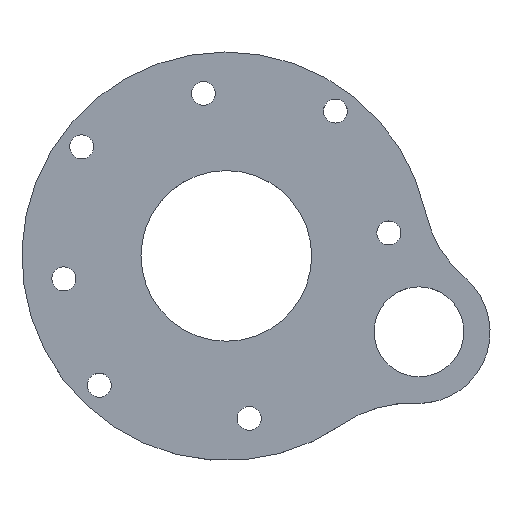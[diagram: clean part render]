
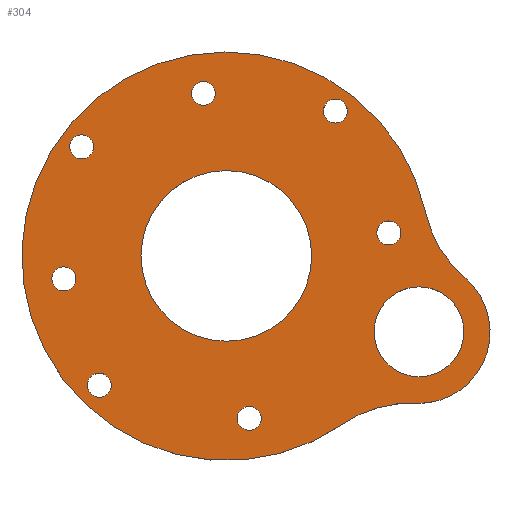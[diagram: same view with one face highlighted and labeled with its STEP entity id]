
A CAD part, top view. The second image highlights one B-rep face of the part: STEP entity #304.
In plain terms, the highlighted planar face has unit normal (0, 0, 1).
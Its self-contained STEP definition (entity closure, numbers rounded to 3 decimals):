
#15=FACE_BOUND('',#64,.T.);
#16=FACE_BOUND('',#65,.T.);
#17=FACE_BOUND('',#66,.T.);
#18=FACE_BOUND('',#67,.T.);
#19=FACE_BOUND('',#68,.T.);
#20=FACE_BOUND('',#69,.T.);
#21=FACE_BOUND('',#70,.T.);
#22=FACE_BOUND('',#71,.T.);
#23=FACE_BOUND('',#72,.T.);
#33=PLANE('',#359);
#48=FACE_OUTER_BOUND('',#63,.T.);
#63=EDGE_LOOP('',(#252,#253,#254,#255));
#64=EDGE_LOOP('',(#256));
#65=EDGE_LOOP('',(#257));
#66=EDGE_LOOP('',(#258));
#67=EDGE_LOOP('',(#259));
#68=EDGE_LOOP('',(#260));
#69=EDGE_LOOP('',(#261));
#70=EDGE_LOOP('',(#262));
#71=EDGE_LOOP('',(#263));
#72=EDGE_LOOP('',(#264));
#109=CIRCLE('',#321,1.6);
#111=CIRCLE('',#324,1.6);
#113=CIRCLE('',#327,1.6);
#115=CIRCLE('',#330,1.6);
#117=CIRCLE('',#333,1.6);
#119=CIRCLE('',#336,1.6);
#121=CIRCLE('',#339,1.6);
#123=CIRCLE('',#342,11.4);
#125=CIRCLE('',#345,6.);
#128=CIRCLE('',#349,16.);
#130=CIRCLE('',#352,9.515);
#132=CIRCLE('',#355,16.);
#134=CIRCLE('',#358,27.287);
#135=VERTEX_POINT('',#460);
#137=VERTEX_POINT('',#466);
#139=VERTEX_POINT('',#472);
#141=VERTEX_POINT('',#478);
#143=VERTEX_POINT('',#484);
#145=VERTEX_POINT('',#490);
#147=VERTEX_POINT('',#496);
#149=VERTEX_POINT('',#502);
#151=VERTEX_POINT('',#508);
#155=VERTEX_POINT('',#517);
#156=VERTEX_POINT('',#519);
#158=VERTEX_POINT('',#525);
#160=VERTEX_POINT('',#531);
#161=EDGE_CURVE('',#135,#135,#109,.T.);
#164=EDGE_CURVE('',#137,#137,#111,.T.);
#167=EDGE_CURVE('',#139,#139,#113,.T.);
#170=EDGE_CURVE('',#141,#141,#115,.T.);
#173=EDGE_CURVE('',#143,#143,#117,.T.);
#176=EDGE_CURVE('',#145,#145,#119,.T.);
#179=EDGE_CURVE('',#147,#147,#121,.T.);
#182=EDGE_CURVE('',#149,#149,#123,.T.);
#185=EDGE_CURVE('',#151,#151,#125,.T.);
#190=EDGE_CURVE('',#156,#155,#128,.T.);
#193=EDGE_CURVE('',#158,#156,#130,.T.);
#196=EDGE_CURVE('',#160,#158,#132,.T.);
#199=EDGE_CURVE('',#155,#160,#134,.T.);
#252=ORIENTED_EDGE('',*,*,#199,.T.);
#253=ORIENTED_EDGE('',*,*,#196,.T.);
#254=ORIENTED_EDGE('',*,*,#193,.T.);
#255=ORIENTED_EDGE('',*,*,#190,.T.);
#256=ORIENTED_EDGE('',*,*,#185,.T.);
#257=ORIENTED_EDGE('',*,*,#182,.T.);
#258=ORIENTED_EDGE('',*,*,#179,.T.);
#259=ORIENTED_EDGE('',*,*,#176,.T.);
#260=ORIENTED_EDGE('',*,*,#173,.T.);
#261=ORIENTED_EDGE('',*,*,#170,.T.);
#262=ORIENTED_EDGE('',*,*,#167,.T.);
#263=ORIENTED_EDGE('',*,*,#164,.T.);
#264=ORIENTED_EDGE('',*,*,#161,.T.);
#304=ADVANCED_FACE('',(#48,#15,#16,#17,#18,#19,#20,#21,#22,#23),#33,.T.);
#321=AXIS2_PLACEMENT_3D('',#461,#365,#366);
#324=AXIS2_PLACEMENT_3D('',#467,#372,#373);
#327=AXIS2_PLACEMENT_3D('',#473,#379,#380);
#330=AXIS2_PLACEMENT_3D('',#479,#386,#387);
#333=AXIS2_PLACEMENT_3D('',#485,#393,#394);
#336=AXIS2_PLACEMENT_3D('',#491,#400,#401);
#339=AXIS2_PLACEMENT_3D('',#497,#407,#408);
#342=AXIS2_PLACEMENT_3D('',#503,#414,#415);
#345=AXIS2_PLACEMENT_3D('',#509,#421,#422);
#349=AXIS2_PLACEMENT_3D('',#520,#431,#432);
#352=AXIS2_PLACEMENT_3D('',#526,#438,#439);
#355=AXIS2_PLACEMENT_3D('',#532,#445,#446);
#358=AXIS2_PLACEMENT_3D('',#536,#452,#453);
#359=AXIS2_PLACEMENT_3D('',#537,#454,#455);
#365=DIRECTION('center_axis',(0.,0.,-1.));
#366=DIRECTION('ref_axis',(1.,0.,0.));
#372=DIRECTION('center_axis',(0.,0.,-1.));
#373=DIRECTION('ref_axis',(1.,0.,0.));
#379=DIRECTION('center_axis',(0.,0.,-1.));
#380=DIRECTION('ref_axis',(1.,0.,0.));
#386=DIRECTION('center_axis',(0.,0.,-1.));
#387=DIRECTION('ref_axis',(1.,0.,0.));
#393=DIRECTION('center_axis',(0.,0.,-1.));
#394=DIRECTION('ref_axis',(1.,0.,0.));
#400=DIRECTION('center_axis',(0.,0.,-1.));
#401=DIRECTION('ref_axis',(1.,0.,0.));
#407=DIRECTION('center_axis',(0.,0.,-1.));
#408=DIRECTION('ref_axis',(1.,0.,0.));
#414=DIRECTION('center_axis',(0.,0.,-1.));
#415=DIRECTION('ref_axis',(1.,0.,0.));
#421=DIRECTION('center_axis',(0.,0.,-1.));
#422=DIRECTION('ref_axis',(1.,0.,0.));
#431=DIRECTION('center_axis',(0.,0.,-1.));
#432=DIRECTION('ref_axis',(-0.977,-0.215,0.));
#438=DIRECTION('center_axis',(0.,0.,1.));
#439=DIRECTION('ref_axis',(0.648,0.761,0.));
#445=DIRECTION('center_axis',(0.,0.,-1.));
#446=DIRECTION('ref_axis',(0.045,0.999,0.));
#452=DIRECTION('center_axis',(0.,0.,1.));
#453=DIRECTION('ref_axis',(0.568,-0.823,0.));
#454=DIRECTION('center_axis',(0.,0.,1.));
#455=DIRECTION('ref_axis',(1.,0.,0.));
#460=CARTESIAN_POINT('',(-464.783,400.901,3.175));
#461=CARTESIAN_POINT('Origin',(-463.183,400.901,3.175));
#466=CARTESIAN_POINT('',(-462.431,369.053,3.175));
#467=CARTESIAN_POINT('Origin',(-460.831,369.053,3.175));
#472=CARTESIAN_POINT('',(-423.754,389.393,3.175));
#473=CARTESIAN_POINT('Origin',(-422.154,389.393,3.175));
#478=CARTESIAN_POINT('',(-442.398,364.625,3.175));
#479=CARTESIAN_POINT('Origin',(-440.798,364.625,3.175));
#484=CARTESIAN_POINT('',(-448.522,408.036,3.175));
#485=CARTESIAN_POINT('Origin',(-446.922,408.036,3.175));
#490=CARTESIAN_POINT('',(-467.165,383.269,3.175));
#491=CARTESIAN_POINT('Origin',(-465.565,383.269,3.175));
#496=CARTESIAN_POINT('',(-430.889,405.676,3.175));
#497=CARTESIAN_POINT('Origin',(-429.289,405.676,3.175));
#502=CARTESIAN_POINT('',(-455.26,386.331,3.175));
#503=CARTESIAN_POINT('Origin',(-443.86,386.331,3.175));
#508=CARTESIAN_POINT('',(-424.123,376.196,3.175));
#509=CARTESIAN_POINT('Origin',(-418.123,376.196,3.175));
#517=CARTESIAN_POINT('',(-417.233,392.139,3.175));
#519=CARTESIAN_POINT('',(-411.978,383.392,3.175));
#520=CARTESIAN_POINT('Origin',(-401.606,395.574,3.175));
#525=CARTESIAN_POINT('',(-418.574,366.642,3.175));
#526=CARTESIAN_POINT('Origin',(-418.146,376.147,3.175));
#531=CARTESIAN_POINT('',(-428.382,363.826,3.175));
#532=CARTESIAN_POINT('Origin',(-419.292,350.658,3.175));
#536=CARTESIAN_POINT('Origin',(-443.883,386.281,3.175));
#537=CARTESIAN_POINT('Origin',(-439.901,386.281,3.175));
